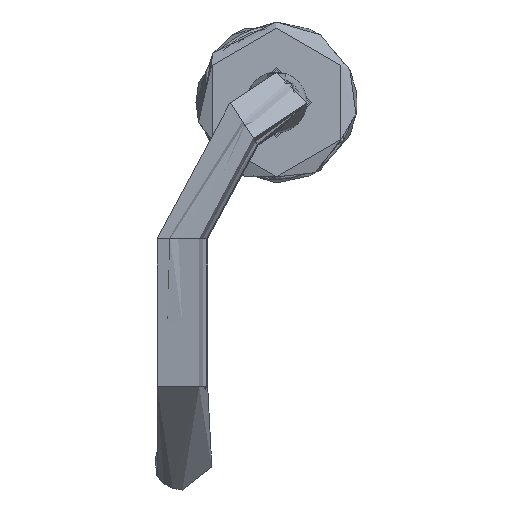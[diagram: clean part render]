
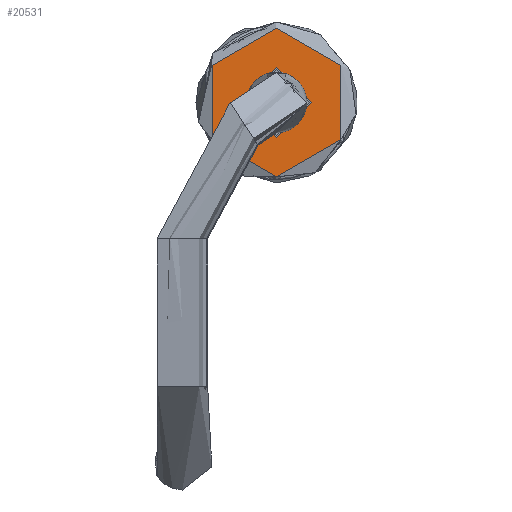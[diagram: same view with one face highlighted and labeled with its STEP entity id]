
A CAD part, left-side view. The second image highlights one B-rep face of the part: STEP entity #20531.
In plain terms, the highlighted face is planar.
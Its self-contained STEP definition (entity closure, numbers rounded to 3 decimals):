
#1473 = AXIS2_PLACEMENT_3D ( 'NONE', #7488, #27668, #33305 ) ;
#2463 = CIRCLE ( 'NONE', #1473, 24. ) ;
#4975 = CARTESIAN_POINT ( 'NONE',  ( 0., 0., 10.5 ) ) ;
#7030 = CARTESIAN_POINT ( 'NONE',  ( 24., 0., 10.5 ) ) ;
#7488 = CARTESIAN_POINT ( 'NONE',  ( 0., 0., 10.5 ) ) ;
#9974 = ORIENTED_EDGE ( 'NONE', *, *, #34870, .F. ) ;
#10154 = EDGE_LOOP ( 'NONE', ( #9974 ) ) ;
#10749 = PLANE ( 'NONE',  #36701 ) ;
#15675 = CARTESIAN_POINT ( 'NONE',  ( 11.3, 0., 10.5 ) ) ;
#17050 = ORIENTED_EDGE ( 'NONE', *, *, #22625, .T. ) ;
#19148 = DIRECTION ( 'NONE',  ( 0., 0., 1. ) ) ;
#20531 = ADVANCED_FACE ( 'NONE', ( #34835, #36623 ), #10749, .T. ) ;
#20623 = CARTESIAN_POINT ( 'NONE',  ( 0., 0., 10.5 ) ) ;
#22625 = EDGE_CURVE ( 'NONE', #30740, #30740, #2463, .T. ) ;
#22726 = CIRCLE ( 'NONE', #23835, 11.3 ) ;
#23171 = VERTEX_POINT ( 'NONE', #15675 ) ;
#23537 = DIRECTION ( 'NONE',  ( 1., 0., 0. ) ) ;
#23835 = AXIS2_PLACEMENT_3D ( 'NONE', #20623, #23907, #23537 ) ;
#23907 = DIRECTION ( 'NONE',  ( 0., 0., 1. ) ) ;
#24818 = DIRECTION ( 'NONE',  ( 1., 0., 0. ) ) ;
#27668 = DIRECTION ( 'NONE',  ( 0., 0., 1. ) ) ;
#29480 = EDGE_LOOP ( 'NONE', ( #17050 ) ) ;
#30740 = VERTEX_POINT ( 'NONE', #7030 ) ;
#33305 = DIRECTION ( 'NONE',  ( 1., 0., 0. ) ) ;
#34835 = FACE_BOUND ( 'NONE', #10154, .T. ) ;
#34870 = EDGE_CURVE ( 'NONE', #23171, #23171, #22726, .T. ) ;
#36623 = FACE_OUTER_BOUND ( 'NONE', #29480, .T. ) ;
#36701 = AXIS2_PLACEMENT_3D ( 'NONE', #4975, #19148, #24818 ) ;
